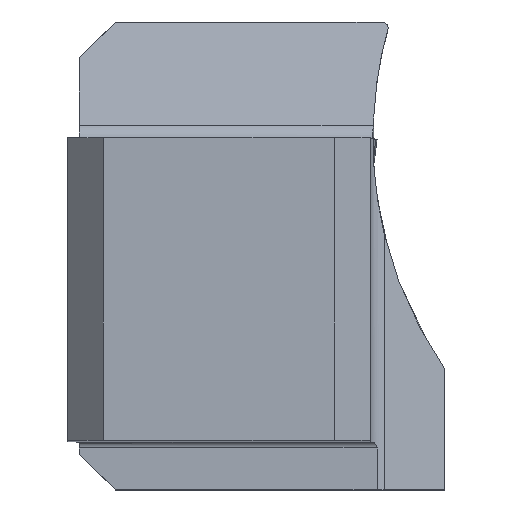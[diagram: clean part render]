
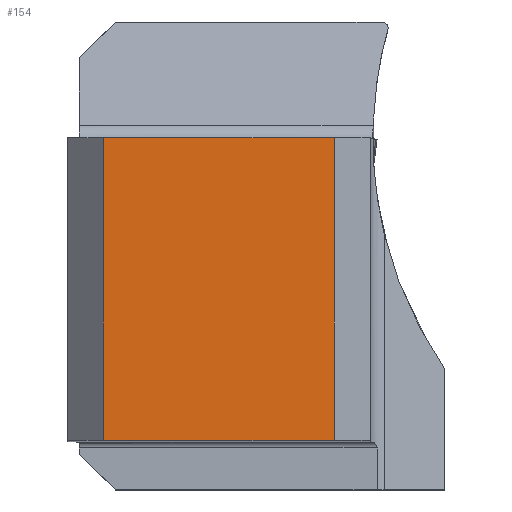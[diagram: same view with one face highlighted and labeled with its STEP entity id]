
A CAD part, top view. The second image highlights one B-rep face of the part: STEP entity #154.
In plain terms, the highlighted planar face has unit normal (0, 0, 1).
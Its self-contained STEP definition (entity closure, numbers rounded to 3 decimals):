
#115=PLANE('',#1474);
#154=ADVANCED_FACE('CU_BACK_SU1',(#233),#115,.F.);
#233=FACE_OUTER_BOUND('',#293,.T.);
#293=EDGE_LOOP('',(#636,#637,#638,#639));
#372=LINE('',#3356,#454);
#373=LINE('',#3359,#455);
#374=LINE('',#3361,#456);
#375=LINE('',#3363,#457);
#454=VECTOR('',#1634,1.);
#455=VECTOR('',#1635,1.);
#456=VECTOR('',#1636,1.);
#457=VECTOR('',#1637,1.);
#636=ORIENTED_EDGE('',*,*,#1152,.F.);
#637=ORIENTED_EDGE('',*,*,#1153,.F.);
#638=ORIENTED_EDGE('',*,*,#1154,.T.);
#639=ORIENTED_EDGE('',*,*,#1155,.T.);
#989=VERTEX_POINT('',#3357);
#990=VERTEX_POINT('',#3358);
#991=VERTEX_POINT('',#3360);
#992=VERTEX_POINT('',#3362);
#1152=EDGE_CURVE('',#989,#990,#372,.T.);
#1153=EDGE_CURVE('',#991,#989,#373,.T.);
#1154=EDGE_CURVE('',#991,#992,#374,.T.);
#1155=EDGE_CURVE('',#992,#990,#375,.T.);
#1474=AXIS2_PLACEMENT_3D('',#3364,#1638,#1639);
#1634=DIRECTION('',(0.,-1.,0.));
#1635=DIRECTION('',(1.,0.,0.));
#1636=DIRECTION('',(0.,-1.,0.));
#1637=DIRECTION('',(1.,0.,0.));
#1638=DIRECTION('',(0.,0.,-1.));
#1639=DIRECTION('',(1.,0.,0.));
#3356=CARTESIAN_POINT('',(22.325,0.,0.));
#3357=CARTESIAN_POINT('',(22.325,25.325,0.));
#3358=CARTESIAN_POINT('',(22.325,0.,0.));
#3359=CARTESIAN_POINT('',(110.,25.325,0.));
#3360=CARTESIAN_POINT('',(3.,25.325,0.));
#3361=CARTESIAN_POINT('',(3.,0.,0.));
#3362=CARTESIAN_POINT('',(3.,0.,0.));
#3363=CARTESIAN_POINT('',(110.,0.,0.));
#3364=CARTESIAN_POINT('',(-23.266,45.325,0.));
